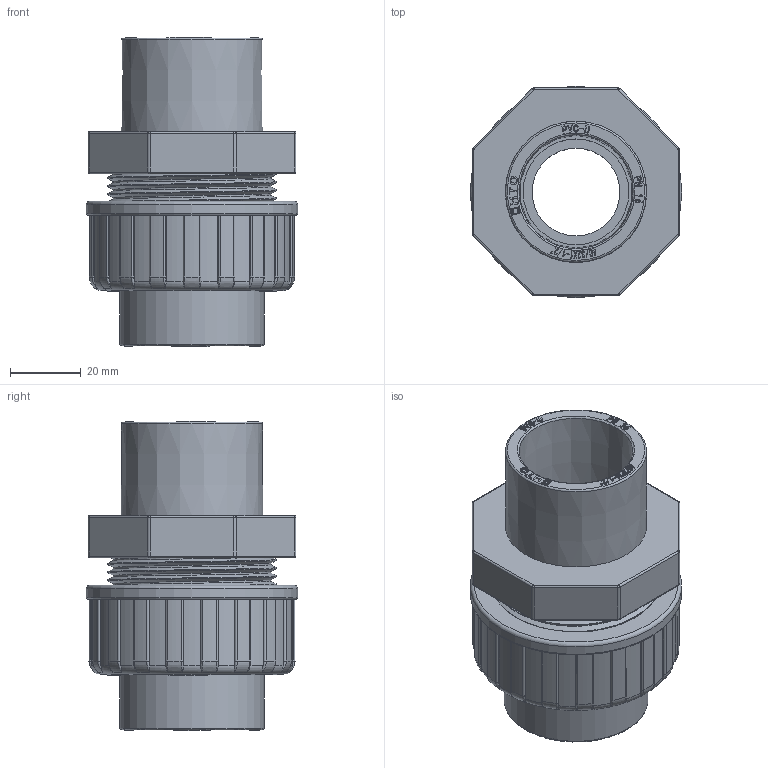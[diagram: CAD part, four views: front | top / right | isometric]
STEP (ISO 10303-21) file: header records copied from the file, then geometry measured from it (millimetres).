
FILE_DESCRIPTION(/* description */ (''),/* implementation_level */ '2;1');
FILE_NAME(/* name */ 'AF0607032040.stp',/* time_stamp */ '2025-11-28T09:27:37+08:00',/* author */ (''),/* organization */ (''),/* preprocessor_version */ 'ST-DEVELOPER v16.7',/* originating_system */ 'SIEMENS PLM Software NX 12.0',/* authorisation */ '');
FILE_SCHEMA (('AUTOMOTIVE_DESIGN { 1 0 10303 214 3 1 1 1 }'));
Products named in the file (1): Admi2740F3F8etxg
Bounding box: 60 x 60 x 87.9 mm (x, y, z)
Volume: 61518.6 mm3; surface area: 44146.1 mm2
Topology: 3 solids, 4 shells, 1843 faces, 5152 edges, 3410 vertices
Faces by surface type: plane 1421, extrusion 191, cylinder 142, bspline 49, torus 37, cone 3
Full cylindrical faces by diameter (mm): 1.401 x1, 1.635 x1, 1.868 x1, 1.962 x1, 2.18 x1, 2.616 x1, 24.9 x1, 30 x1, 38 x2, 40.9 x1, 41.1 x1, 44 x2, 44.845 x8, 47.803 x7, 60 x1
Entity records: 66383 total; most frequent: CARTESIAN_POINT 20467, ORIENTED_EDGE 10132, DIRECTION 8197, EDGE_CURVE 5066, VECTOR 4393, LINE 4202, VERTEX_POINT 3368, EDGE_LOOP 1960
